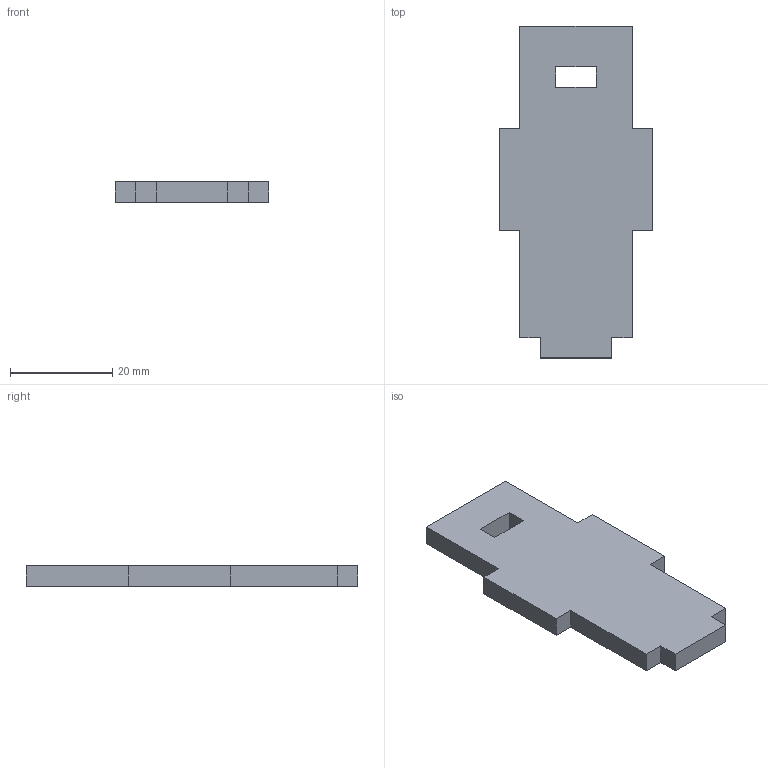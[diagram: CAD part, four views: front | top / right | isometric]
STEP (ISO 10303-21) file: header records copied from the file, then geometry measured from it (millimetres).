
FILE_DESCRIPTION(/* description */ (''),/* implementation_level */ '2;1');
FILE_NAME(/* name */ '001_20180725_TLv2_23_camera_top.stp',/* time_stamp */ '2018-09-14T14:58:34+02:00',/* author */ (''),/* organization */ (''),/* preprocessor_version */ 'ST-DEVELOPER v16.7',/* originating_system */ 'SIEMENS PLM Software NX 12.0',/* authorisation */ '');
FILE_SCHEMA (('AP203_CONFIGURATION_CONTROLLED_3D_DESIGN_OF_MECHANICAL_PARTS_AND_ASSEMBLIES_MIM_LF { 1 0 10303 403 2 1 2}'));
Length unit declared in the file: millimetre
Products named in the file (1): 001_20180725_TLv2_23_camera_top
Bounding box: 30 x 65 x 4 mm (x, y, z)
Volume: 6104 mm3; surface area: 3908 mm2
Topology: 1 solids, 1 shells, 22 faces, 82 edges, 85 vertices
Faces by surface type: plane 22
Entity records: 1008 total; most frequent: CARTESIAN_POINT 147, DIRECTION 130, ORIENTED_EDGE 120, LINE 82, VECTOR 82, EDGE_CURVE 60, VERTEX_POINT 40, STYLED_ITEM 25
